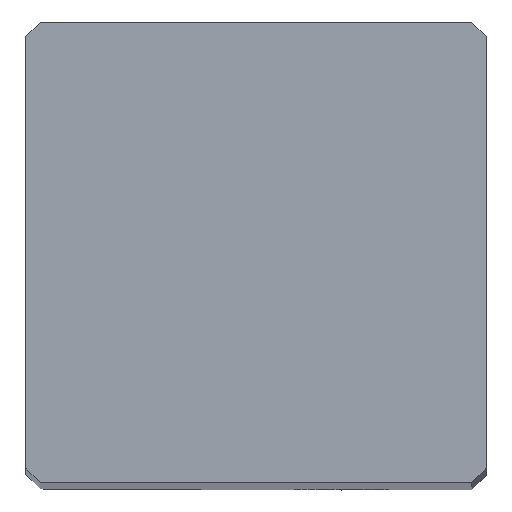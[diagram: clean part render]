
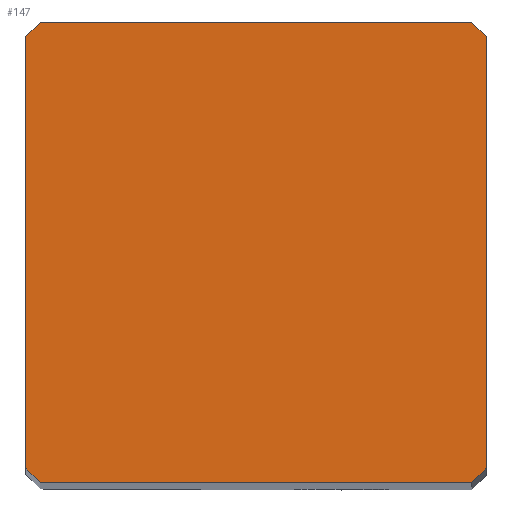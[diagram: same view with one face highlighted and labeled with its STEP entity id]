
A CAD part, top view. The second image highlights one B-rep face of the part: STEP entity #147.
In plain terms, the highlighted planar face has unit normal (0, 0, 1).
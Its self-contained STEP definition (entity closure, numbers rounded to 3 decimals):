
#96=FACE_OUTER_BOUND('',#273,.T.);
#147=ADVANCED_FACE('',(#96),#200,.T.);
#200=PLANE('',#1097);
#273=EDGE_LOOP('',(#334,#335,#336,#337,#338,#339,#340,#341));
#334=ORIENTED_EDGE('',*,*,#724,.F.);
#335=ORIENTED_EDGE('',*,*,#725,.T.);
#336=ORIENTED_EDGE('',*,*,#721,.T.);
#337=ORIENTED_EDGE('',*,*,#726,.T.);
#338=ORIENTED_EDGE('',*,*,#727,.T.);
#339=ORIENTED_EDGE('',*,*,#728,.T.);
#340=ORIENTED_EDGE('',*,*,#729,.F.);
#341=ORIENTED_EDGE('',*,*,#730,.T.);
#620=VERTEX_POINT('',#1508);
#623=VERTEX_POINT('',#1514);
#626=VERTEX_POINT('',#1522);
#627=VERTEX_POINT('',#1523);
#628=VERTEX_POINT('',#1526);
#629=VERTEX_POINT('',#1528);
#630=VERTEX_POINT('',#1530);
#631=VERTEX_POINT('',#1532);
#721=EDGE_CURVE('',#620,#623,#867,.T.);
#724=EDGE_CURVE('',#626,#627,#868,.T.);
#725=EDGE_CURVE('',#626,#620,#869,.T.);
#726=EDGE_CURVE('',#623,#628,#870,.T.);
#727=EDGE_CURVE('',#628,#629,#871,.T.);
#728=EDGE_CURVE('',#629,#630,#872,.T.);
#729=EDGE_CURVE('',#631,#630,#873,.T.);
#730=EDGE_CURVE('',#631,#627,#874,.T.);
#867=LINE('',#1515,#946);
#868=LINE('',#1521,#947);
#869=LINE('',#1524,#948);
#870=LINE('',#1525,#949);
#871=LINE('',#1527,#950);
#872=LINE('',#1529,#951);
#873=LINE('',#1531,#952);
#874=LINE('',#1533,#953);
#946=VECTOR('',#1219,1.);
#947=VECTOR('',#1226,1.);
#948=VECTOR('',#1227,1.);
#949=VECTOR('',#1228,1.);
#950=VECTOR('',#1229,1.);
#951=VECTOR('',#1230,1.);
#952=VECTOR('',#1231,1.);
#953=VECTOR('',#1232,1.);
#1097=AXIS2_PLACEMENT_3D('',#1534,#1233,#1234);
#1219=DIRECTION('',(1.,0.,0.));
#1226=DIRECTION('',(0.,1.,0.));
#1227=DIRECTION('',(0.707,-0.707,0.));
#1228=DIRECTION('',(0.707,0.707,0.));
#1229=DIRECTION('',(0.,1.,0.));
#1230=DIRECTION('',(-0.707,0.707,0.));
#1231=DIRECTION('',(1.,0.,0.));
#1232=DIRECTION('',(-0.707,-0.707,0.));
#1233=DIRECTION('',(0.,0.,1.));
#1234=DIRECTION('',(-1.,0.,0.));
#1508=CARTESIAN_POINT('',(0.5,0.,0.));
#1514=CARTESIAN_POINT('',(15.375,0.,0.));
#1515=CARTESIAN_POINT('',(0.5,0.,0.));
#1521=CARTESIAN_POINT('',(0.,0.5,0.));
#1522=CARTESIAN_POINT('',(0.,0.5,0.));
#1523=CARTESIAN_POINT('',(0.,15.375,0.));
#1524=CARTESIAN_POINT('',(0.,0.5,0.));
#1525=CARTESIAN_POINT('',(15.375,0.,0.));
#1526=CARTESIAN_POINT('',(15.875,0.5,0.));
#1527=CARTESIAN_POINT('',(15.875,0.5,0.));
#1528=CARTESIAN_POINT('',(15.875,15.375,0.));
#1529=CARTESIAN_POINT('',(15.875,15.375,0.));
#1530=CARTESIAN_POINT('',(15.375,15.875,0.));
#1531=CARTESIAN_POINT('',(0.5,15.875,0.));
#1532=CARTESIAN_POINT('',(0.5,15.875,0.));
#1533=CARTESIAN_POINT('',(0.5,15.875,0.));
#1534=CARTESIAN_POINT('',(7.938,7.938,0.));
